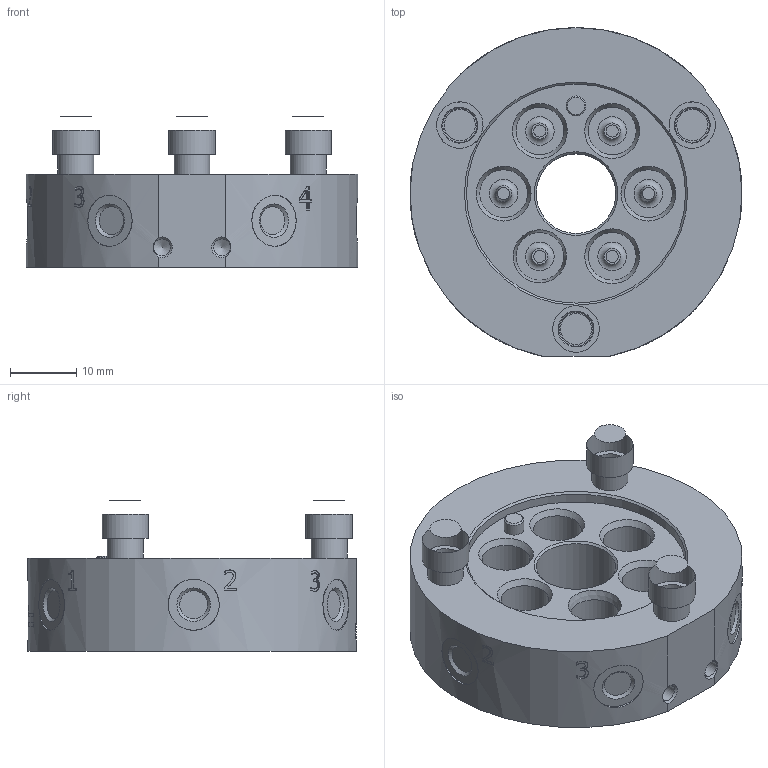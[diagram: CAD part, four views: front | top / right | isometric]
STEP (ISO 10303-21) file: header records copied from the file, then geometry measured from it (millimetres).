
FILE_DESCRIPTION(/* description */ ('SR50-B'),/* implementation_level */ '2;1');
FILE_NAME(/* name */ '0802490.ipt_.step',/* time_stamp */ '2023-10-11T09:53:01+02:00',/* author */ (''),/* organization */ (''),/* preprocessor_version */ 'ST-DEVELOPER v18.1',/* originating_system */ 'Autodesk Inventor 2020',/* authorisation */ '');
FILE_SCHEMA (('AUTOMOTIVE_DESIGN { 1 0 10303 214 3 1 1 }'));
Length unit declared in the file: millimetre
Products named in the file (1): 0802490
Bounding box: 50 x 49.5 x 22.65 mm (x, y, z)
Volume: 22973.6 mm3; surface area: 8946.1 mm2
Topology: 1 solids, 1 shells, 278 faces, 756 edges, 531 vertices
Faces by surface type: plane 123, bspline 65, cylinder 46, cone 38, torus 6
Full cylindrical faces by diameter (mm): 2.5 x2, 3 x1, 3.3 x4, 5.4 x3, 5.5 x3, 5.8 x3, 7 x3, 7.2 x6, 7.7 x6, 12 x1, 33 x1
Entity records: 26931 total; most frequent: CARTESIAN_POINT 19983, ORIENTED_EDGE 1500, DIRECTION 1321, EDGE_CURVE 750, VERTEX_POINT 531, AXIS2_PLACEMENT_3D 500, EDGE_LOOP 337, LINE 321
